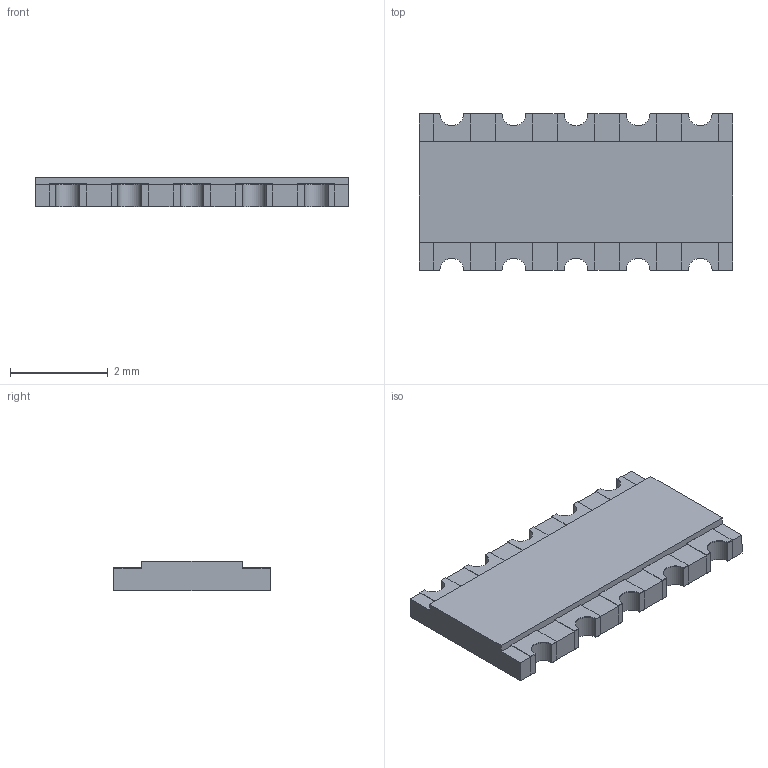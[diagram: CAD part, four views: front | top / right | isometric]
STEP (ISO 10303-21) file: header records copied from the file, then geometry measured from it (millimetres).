
FILE_DESCRIPTION (( 'STEP AP214' ), '1' );
FILE_NAME ('CTS_745X101.STEP', '2022-06-30T20:57:08', ( '' ), ( '' ), 'SwSTEP 2.0', 'SolidWorks 2019', '' );
FILE_SCHEMA (( 'AUTOMOTIVE_DESIGN' ));
Length unit declared in the file: millimetre
Products named in the file (1): CTS_745X101
Bounding box: 6.4 x 3.2 x 0.6 mm (x, y, z)
Surface area: 88 mm2
Topology: 19 solids, 19 shells, 174 faces, 408 edges, 272 vertices
Faces by surface type: plane 146, cylinder 28
Entity records: 6884 total; most frequent: CARTESIAN_POINT 855, ORIENTED_EDGE 816, DIRECTION 814, EDGE_CURVE 408, LINE 352, VECTOR 352, VERTEX_POINT 272, AXIS2_PLACEMENT_3D 231
